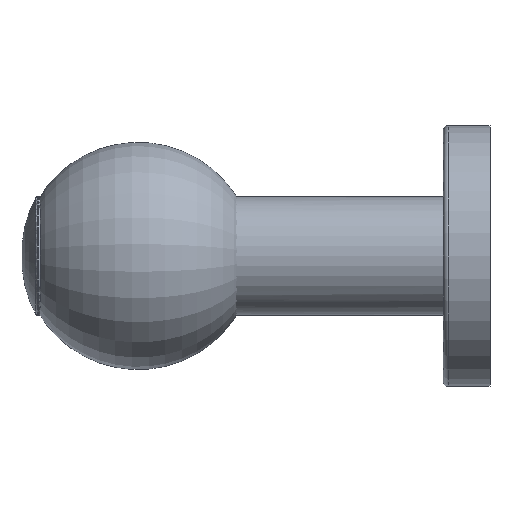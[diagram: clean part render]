
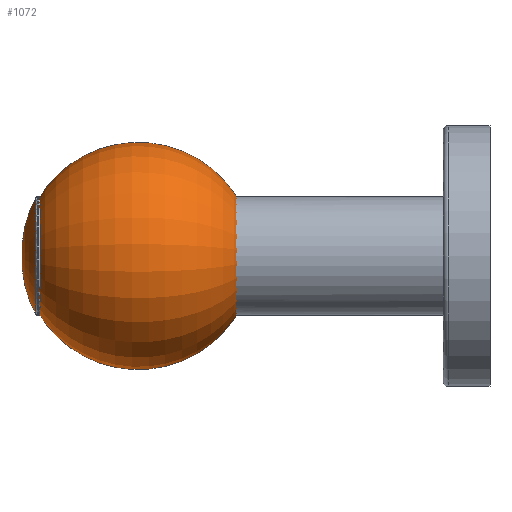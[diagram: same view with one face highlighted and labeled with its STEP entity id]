
A CAD part, left-side view. The second image highlights one B-rep face of the part: STEP entity #1072.
In plain terms, the highlighted toroidal (fillet/blend) face has major radius 1.2 mm and minor radius 50 mm.
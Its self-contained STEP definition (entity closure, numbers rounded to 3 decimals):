
#1072=ADVANCED_FACE('',(#2131),#2133,.T.);
#2131=FACE_OUTER_BOUND('',#2132,.T.);
#2132=EDGE_LOOP('',(#2882));
#2133=DEGENERATE_TOROIDAL_SURFACE('',#2134,1.2,50.,.T.);
#2134=AXIS2_PLACEMENT_3D('',#2135,#2136,#2137);
#2135=CARTESIAN_POINT('',(0.,-31.986,0.));
#2136=DIRECTION('',(-0.,-1.,-0.));
#2137=DIRECTION('',(0.,0.,-1.));
#2882=ORIENTED_EDGE('',*,*,#3263,.F.);
#3263=EDGE_CURVE('',#3681,#3681,#3682,.T.);
#3681=VERTEX_POINT('',#6294);
#3682=B_SPLINE_CURVE_WITH_KNOTS('',3,
(#6295,#6296,#6297,#6298,#6299,#6300,#6301,#6302,#6303,#6304,#6305,#6306,#6307,#6308,
#6309,#6310,#6311,#6312,#6313,#6314,#6315,#6316,#6317,#6318,#6319,#6320,#6321,#6322,
#6323,#6324,#6325,#6326,#6327,#6328,#6329,#6330,#6331,#6332,#6333,#6334,#6335,#6336,
#6337,#6338,#6339,#6340,#6341,#6342,#6343,#6344,#6345,#6346,#6347,#6348,#6349,#6350,
#6351,#6352,#6353,#6354,#6355,#6356,#6357,#6358,#6359,#6360,#6361,#6362,#6363,#6364,
#6365,#6366,#6367,#6368,#6369,#6370,#6371,#6372,#6373,#6374,#6375,#6376,#6377,#6378,
#6379,#6380,#6381,#6382,#6383,#6384,#6385,#6386,#6387,#6388,#6389,#6390,#6391,#6392,
#6393,#6394,#6395,#6396,#6397,#6398,#6399),
.UNSPECIFIED.,.T.,.F.,
(4,1,1,1,1,1,1,1,1,1,1,1,1,1,1,1,1,1,1,1,1,1,1,1,1,1,1,1,1,1,1,1,1,1,1,1,1,1,1,1,
1,1,1,1,1,1,1,1,1,1,3,1,1,1,1,1,1,1,1,1,1,1,1,1,1,1,1,1,1,1,1,1,1,1,1,1,1,1,1,1,
1,1,1,1,1,1,1,1,1,1,1,1,1,1,1,1,1,1,1,1,4),
(0.,0.01,0.02,0.03,0.04,
0.05,0.06,0.07,0.08,0.09,
0.1,0.11,0.12,0.13,0.14,
0.15,0.16,0.17,0.18,0.19,
0.2,0.21,0.22,0.23,0.24,
0.25,0.26,0.27,0.28,0.29,
0.3,0.31,0.32,0.33,0.34,
0.35,0.36,0.37,0.38,0.39,
0.4,0.41,0.42,0.43,0.44,
0.45,0.46,0.47,0.48,0.49,
0.5,0.51,0.52,0.53,0.54,0.55,
0.56,0.57,0.58,0.59,0.6,
0.61,0.62,0.63,0.64,0.65,
0.66,0.67,0.68,0.69,0.7,
0.71,0.72,0.73,0.74,0.75,
0.76,0.77,0.78,0.79,0.8,
0.81,0.82,0.83,0.84,0.85,
0.86,0.87,0.88,0.89,0.9,
0.91,0.92,0.93,0.94,0.95,
0.96,0.97,0.98,0.99,1.),
.UNSPECIFIED.);
#6294=CARTESIAN_POINT('',(0.,12.,-24.976));
#6295=CARTESIAN_POINT('',(0.,12.,-24.976));
#6296=CARTESIAN_POINT('',(0.523,12.,-24.976));
#6297=CARTESIAN_POINT('',(1.57,12.,-24.943));
#6298=CARTESIAN_POINT('',(3.133,12.,-24.795));
#6299=CARTESIAN_POINT('',(4.684,12.,-24.549));
#6300=CARTESIAN_POINT('',(6.216,12.,-24.207));
#6301=CARTESIAN_POINT('',(7.724,12.,-23.768));
#6302=CARTESIAN_POINT('',(9.202,12.,-23.236));
#6303=CARTESIAN_POINT('',(10.643,12.,-22.613));
#6304=CARTESIAN_POINT('',(12.042,12.,-21.9));
#6305=CARTESIAN_POINT('',(13.393,12.,-21.1));
#6306=CARTESIAN_POINT('',(14.692,12.,-20.217));
#6307=CARTESIAN_POINT('',(15.933,12.,-19.255));
#6308=CARTESIAN_POINT('',(17.11,12.,-18.216));
#6309=CARTESIAN_POINT('',(18.221,12.,-17.106));
#6310=CARTESIAN_POINT('',(19.259,12.,-15.928));
#6311=CARTESIAN_POINT('',(20.221,12.,-14.687));
#6312=CARTESIAN_POINT('',(21.104,12.,-13.388));
#6313=CARTESIAN_POINT('',(21.903,12.,-12.036));
#6314=CARTESIAN_POINT('',(22.615,12.,-10.637));
#6315=CARTESIAN_POINT('',(23.239,12.,-9.196));
#6316=CARTESIAN_POINT('',(23.77,12.,-7.718));
#6317=CARTESIAN_POINT('',(24.208,12.,-6.21));
#6318=CARTESIAN_POINT('',(24.55,12.,-4.678));
#6319=CARTESIAN_POINT('',(24.796,12.,-3.127));
#6320=CARTESIAN_POINT('',(24.943,12.,-1.563));
#6321=CARTESIAN_POINT('',(24.992,12.,0.006));
#6322=CARTESIAN_POINT('',(24.942,12.,1.576));
#6323=CARTESIAN_POINT('',(24.794,12.,3.139));
#6324=CARTESIAN_POINT('',(24.548,12.,4.69));
#6325=CARTESIAN_POINT('',(24.205,12.,6.222));
#6326=CARTESIAN_POINT('',(23.766,12.,7.73));
#6327=CARTESIAN_POINT('',(23.234,12.,9.207));
#6328=CARTESIAN_POINT('',(22.61,12.,10.648));
#6329=CARTESIAN_POINT('',(21.897,12.,12.047));
#6330=CARTESIAN_POINT('',(21.097,12.,13.399));
#6331=CARTESIAN_POINT('',(20.214,12.,14.697));
#6332=CARTESIAN_POINT('',(19.251,12.,15.937));
#6333=CARTESIAN_POINT('',(18.212,12.,17.115));
#6334=CARTESIAN_POINT('',(17.101,12.,18.225));
#6335=CARTESIAN_POINT('',(15.923,12.,19.263));
#6336=CARTESIAN_POINT('',(14.682,12.,20.225));
#6337=CARTESIAN_POINT('',(13.383,12.,21.107));
#6338=CARTESIAN_POINT('',(12.031,12.,21.906));
#6339=CARTESIAN_POINT('',(10.631,12.,22.618));
#6340=CARTESIAN_POINT('',(9.19,12.,23.241));
#6341=CARTESIAN_POINT('',(7.712,12.,23.772));
#6342=CARTESIAN_POINT('',(6.204,12.,24.21));
#6343=CARTESIAN_POINT('',(4.671,12.,24.551));
#6344=CARTESIAN_POINT('',(3.12,12.,24.796));
#6345=CARTESIAN_POINT('',(1.561,12.,24.943));
#6346=CARTESIAN_POINT('',(0.519,12.,24.976));
#6347=CARTESIAN_POINT('',(0.,12.,24.976));
#6348=CARTESIAN_POINT('',(-0.523,12.,24.976));
#6349=CARTESIAN_POINT('',(-1.57,12.,24.943));
#6350=CARTESIAN_POINT('',(-3.133,12.,24.795));
#6351=CARTESIAN_POINT('',(-4.684,12.,24.549));
#6352=CARTESIAN_POINT('',(-6.216,12.,24.207));
#6353=CARTESIAN_POINT('',(-7.724,12.,23.768));
#6354=CARTESIAN_POINT('',(-9.202,12.,23.236));
#6355=CARTESIAN_POINT('',(-10.643,12.,22.613));
#6356=CARTESIAN_POINT('',(-12.042,12.,21.9));
#6357=CARTESIAN_POINT('',(-13.393,12.,21.1));
#6358=CARTESIAN_POINT('',(-14.692,12.,20.217));
#6359=CARTESIAN_POINT('',(-15.933,12.,19.255));
#6360=CARTESIAN_POINT('',(-17.11,12.,18.216));
#6361=CARTESIAN_POINT('',(-18.221,12.,17.106));
#6362=CARTESIAN_POINT('',(-19.259,12.,15.928));
#6363=CARTESIAN_POINT('',(-20.221,12.,14.687));
#6364=CARTESIAN_POINT('',(-21.104,12.,13.388));
#6365=CARTESIAN_POINT('',(-21.903,12.,12.036));
#6366=CARTESIAN_POINT('',(-22.615,12.,10.637));
#6367=CARTESIAN_POINT('',(-23.239,12.,9.196));
#6368=CARTESIAN_POINT('',(-23.77,12.,7.718));
#6369=CARTESIAN_POINT('',(-24.208,12.,6.21));
#6370=CARTESIAN_POINT('',(-24.55,12.,4.678));
#6371=CARTESIAN_POINT('',(-24.796,12.,3.127));
#6372=CARTESIAN_POINT('',(-24.943,12.,1.563));
#6373=CARTESIAN_POINT('',(-24.992,12.,-0.006));
#6374=CARTESIAN_POINT('',(-24.942,12.,-1.576));
#6375=CARTESIAN_POINT('',(-24.794,12.,-3.139));
#6376=CARTESIAN_POINT('',(-24.548,12.,-4.69));
#6377=CARTESIAN_POINT('',(-24.205,12.,-6.222));
#6378=CARTESIAN_POINT('',(-23.766,12.,-7.73));
#6379=CARTESIAN_POINT('',(-23.234,12.,-9.207));
#6380=CARTESIAN_POINT('',(-22.61,12.,-10.648));
#6381=CARTESIAN_POINT('',(-21.897,12.,-12.047));
#6382=CARTESIAN_POINT('',(-21.097,12.,-13.399));
#6383=CARTESIAN_POINT('',(-20.214,12.,-14.697));
#6384=CARTESIAN_POINT('',(-19.251,12.,-15.937));
#6385=CARTESIAN_POINT('',(-18.212,12.,-17.115));
#6386=CARTESIAN_POINT('',(-17.101,12.,-18.225));
#6387=CARTESIAN_POINT('',(-15.923,12.,-19.263));
#6388=CARTESIAN_POINT('',(-14.682,12.,-20.225));
#6389=CARTESIAN_POINT('',(-13.383,12.,-21.107));
#6390=CARTESIAN_POINT('',(-12.031,12.,-21.906));
#6391=CARTESIAN_POINT('',(-10.631,12.,-22.618));
#6392=CARTESIAN_POINT('',(-9.19,12.,-23.241));
#6393=CARTESIAN_POINT('',(-7.712,12.,-23.772));
#6394=CARTESIAN_POINT('',(-6.204,12.,-24.21));
#6395=CARTESIAN_POINT('',(-4.671,12.,-24.551));
#6396=CARTESIAN_POINT('',(-3.12,12.,-24.796));
#6397=CARTESIAN_POINT('',(-1.561,12.,-24.943));
#6398=CARTESIAN_POINT('',(-0.519,12.,-24.976));
#6399=CARTESIAN_POINT('',(0.,12.,-24.976));
